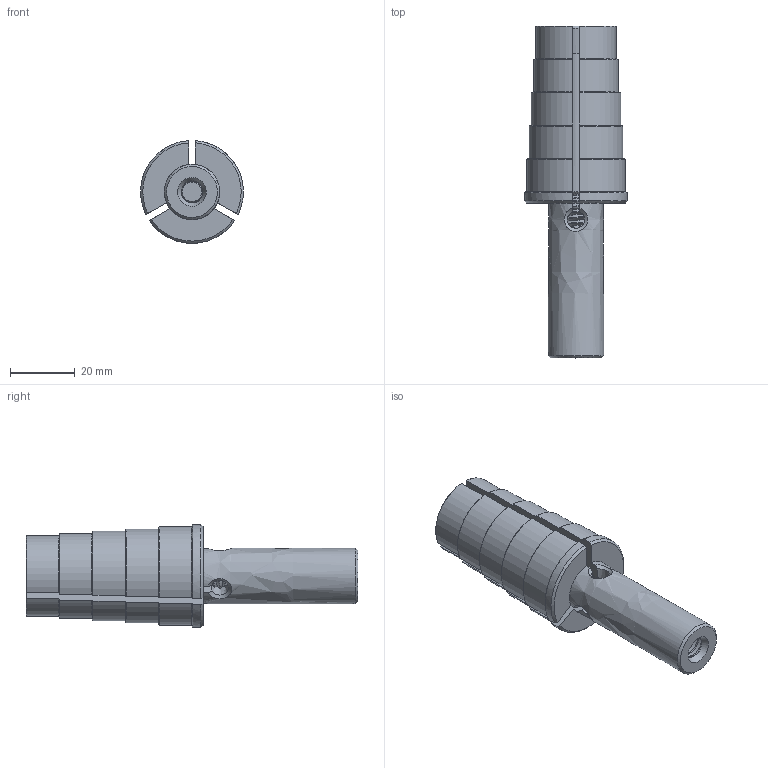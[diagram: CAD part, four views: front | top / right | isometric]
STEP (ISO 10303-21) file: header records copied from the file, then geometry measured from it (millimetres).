
FILE_DESCRIPTION(('FreeCAD Model'),'2;1');
FILE_NAME('Open CASCADE Shape Model','2025-05-04T08:50:51',('FreeCAD'),( 'FreeCAD'),'Open CASCADE STEP processor 7.6','FreeCAD','Unknown');
FILE_SCHEMA(('AUTOMOTIVE_DESIGN { 1 0 10303 214 1 1 1 1 }'));
Products named in the file (1): Open CASCADE STEP translator 7.6 1
Bounding box: 31.66 x 102.22 x 31.63 mm (x, y, z)
Volume: 39670.1 mm3; surface area: 17339.5 mm2
Topology: 2 solids, 2 shells, 202 faces, 574 edges, 377 vertices
Faces by surface type: bspline 202
Entity records: 73699 total; most frequent: CARTESIAN_POINT 70561, ORIENTED_EDGE 1148, EDGE_CURVE 574, VERTEX_POINT 377, B_SPLINE_CURVE_WITH_KNOTS 363, FACE_BOUND 205, EDGE_LOOP 205, ADVANCED_FACE 202
